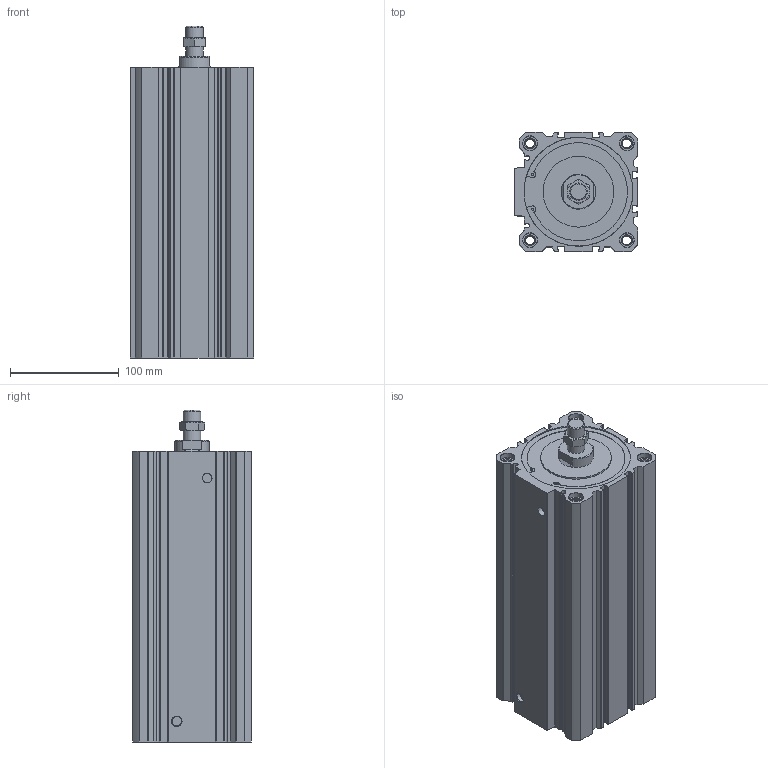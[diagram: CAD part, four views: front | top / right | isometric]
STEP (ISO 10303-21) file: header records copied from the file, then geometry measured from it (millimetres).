
FILE_DESCRIPTION(/* description */ (''),/* implementation_level */ '2;1');
FILE_NAME(/* name */ 'sfs_100-200-b.stp',/* time_stamp */ '2018-07-12T15:18:34+02:00',/* author */ ('leitheußer'),/* organization */ (''),/* preprocessor_version */ 'ST-DEVELOPER v15.6',/* originating_system */ 'Autodesk Inventor LT ',/* authorisation */ '');
FILE_SCHEMA (('AUTOMOTIVE_DESIGN { 1 0 10303 214 3 1 1 }'));
Length unit declared in the file: millimetre
Products named in the file (1): sfs_100-200-b
Bounding box: 113.5 x 109 x 305 mm (x, y, z)
Volume: 1598706.8 mm3; surface area: 330966.3 mm2
Topology: 2 solids, 2 shells, 281 faces, 742 edges, 485 vertices
Faces by surface type: plane 127, cylinder 120, cone 34
Full cylindrical faces by diameter (mm): 2 x2, 8.376 x4, 8.566 x1, 13.7 x8, 16 x2, 32 x2, 65 x1, 100 x3
Entity records: 8511 total; most frequent: CARTESIAN_POINT 1518, DIRECTION 1510, ORIENTED_EDGE 1390, EDGE_CURVE 695, AXIS2_PLACEMENT_3D 561, VERTEX_POINT 481, LINE 388, VECTOR 388
